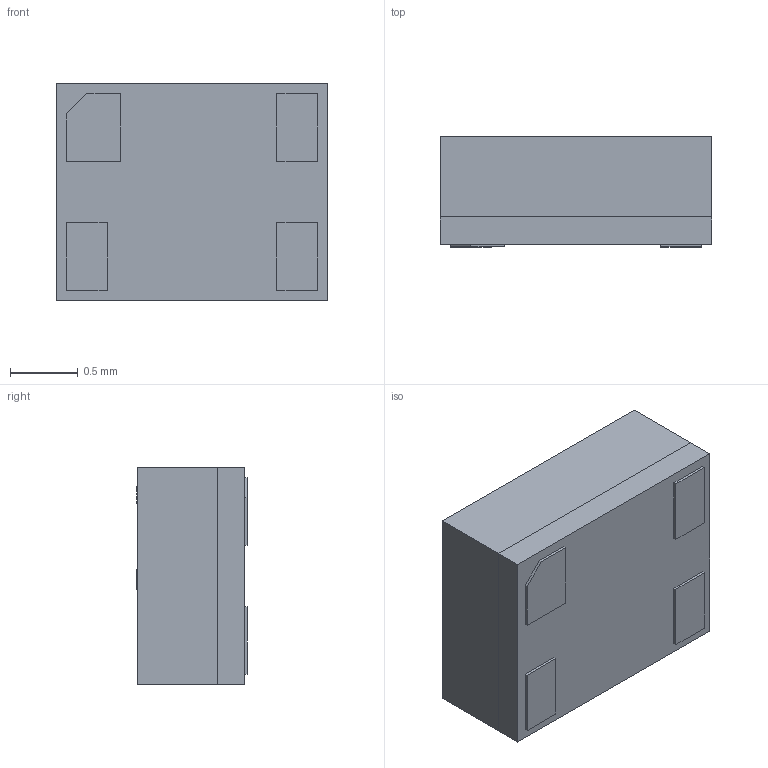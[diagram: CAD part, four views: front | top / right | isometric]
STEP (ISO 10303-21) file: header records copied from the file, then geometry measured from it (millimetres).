
FILE_DESCRIPTION(('FreeCAD Model'),'2;1');
FILE_NAME('Open CASCADE Shape Model','2023-08-06T05:40:06',('Author'),( ''),'Open CASCADE STEP processor 7.6','FreeCAD','Unknown');
FILE_SCHEMA(('AUTOMOTIVE_DESIGN { 1 0 10303 214 1 1 1 1 }'));
Length unit declared in the file: millimetre
Products named in the file (1): AMPM_2.0 x 1.6 mm
Bounding box: 2 x 0.81 x 1.6 mm (x, y, z)
Volume: 2.5 mm3; surface area: 18.6 mm2
Topology: 2 solids, 2 shells, 93 faces, 702 edges, 2028 vertices
Faces by surface type: plane 85, bspline 6, cylinder 2
Entity records: 10055 total; most frequent: CARTESIAN_POINT 3566, DIRECTION 854, LINE 654, VECTOR 654, GEOMETRIC_CURVE_SET 469, ORIENTED_EDGE 468, TRIMMED_CURVE 468, PRESENTATION_STYLE_ASSIGNMENT 236
